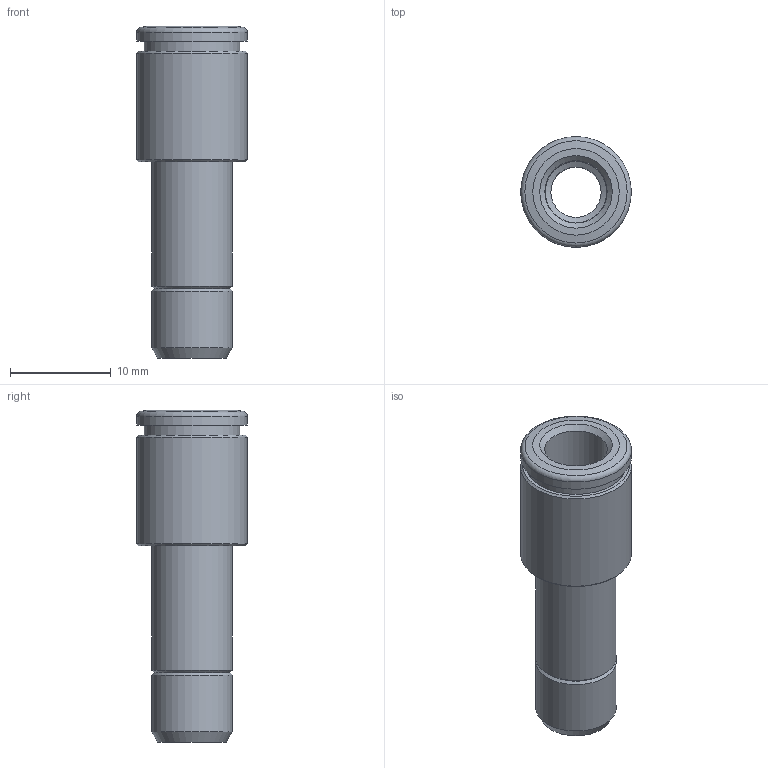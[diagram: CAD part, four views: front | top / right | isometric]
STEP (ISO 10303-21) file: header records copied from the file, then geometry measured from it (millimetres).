
FILE_DESCRIPTION(( 'RV.08.06.08.STP' ), '1');
FILE_NAME( 'RV.08.06.08.STP', '2018-10-09T16:13:33',( 'Sopra'),('sopra-pneumatic.com'), 'SwSTEP 2.0','SolidWorks 2009','' );
FILE_SCHEMA (('AUTOMOTIVE_DESIGN { 1 0 10303 214 1 1 1 1 }'));
Length unit declared in the file: millimetre
Products named in the file (3): Root; DR6-1_NEU; R200806-N
Assembly tree (2 placements, depth 2):
  Root
    DR6-1_NEU
    R200806-N
Bounding box: 11 x 11 x 33 mm (x, y, z)
Volume: 1228.2 mm3; surface area: 2158.2 mm2
Topology: 2 solids, 2 shells, 32 faces, 59 edges, 34 vertices
Faces by surface type: cone 13, cylinder 11, plane 7, torus 1
Full cylindrical faces by diameter (mm): 5 x1, 6.1 x1, 6.2 x1, 8 x2, 8.3 x1, 9 x1, 9.5 x1, 9.6 x1, 11 x2
Entity records: 1031 total; most frequent: DIRECTION 136, CARTESIAN_POINT 100, AXIS2_PLACEMENT_3D 68, PRESENTATION_STYLE_ASSIGNMENT 66, COLOUR_RGB 65, DRAUGHTING_PRE_DEFINED_CURVE_FONT 64, CURVE_STYLE 64, OVER_RIDING_STYLED_ITEM 64
